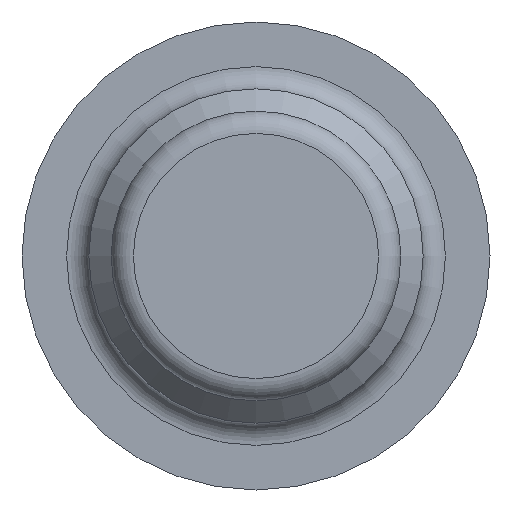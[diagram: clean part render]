
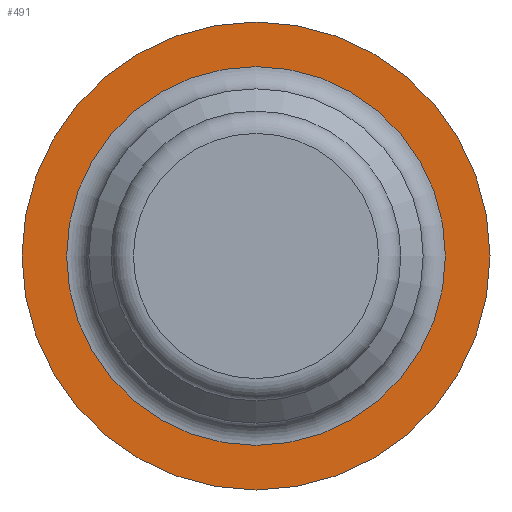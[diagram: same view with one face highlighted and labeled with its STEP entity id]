
A CAD part, left-side view. The second image highlights one B-rep face of the part: STEP entity #491.
In plain terms, the highlighted planar face has unit normal (-1, 0, 0).
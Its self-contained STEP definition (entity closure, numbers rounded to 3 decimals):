
#448=CARTESIAN_POINT('',(21.5,8.5,0.));
#449=VERTEX_POINT('',#448);
#450=CARTESIAN_POINT('',(21.5,0.0,0.0));
#451=DIRECTION('',(-1.0,0.0,0.0));
#452=DIRECTION('',(0.0,-1.0,0.0));
#453=AXIS2_PLACEMENT_3D('',#450,#451,#452);
#454=CIRCLE('',#453,8.5);
#455=EDGE_CURVE('',#449,#449,#454,.T.);
#472=CARTESIAN_POINT('',(21.5,9.,0.0));
#473=DIRECTION('',(-1.0,0.0,0.0));
#474=DIRECTION('',(0.0,0.0,1.0));
#475=AXIS2_PLACEMENT_3D('',#472,#473,#474);
#476=PLANE('',#475);
#477=CARTESIAN_POINT('',(21.5,10.5,0.0));
#478=VERTEX_POINT('',#477);
#479=CARTESIAN_POINT('',(21.5,0.0,0.0));
#480=DIRECTION('',(1.0,0.0,0.0));
#481=DIRECTION('',(0.0,1.0,0.0));
#482=AXIS2_PLACEMENT_3D('',#479,#480,#481);
#483=CIRCLE('',#482,10.5);
#484=EDGE_CURVE('',#478,#478,#483,.T.);
#485=ORIENTED_EDGE('',*,*,#484,.F.);
#486=EDGE_LOOP('',(#485));
#487=FACE_OUTER_BOUND('',#486,.T.);
#488=ORIENTED_EDGE('',*,*,#455,.F.);
#489=EDGE_LOOP('',(#488));
#490=FACE_BOUND('',#489,.T.);
#491=ADVANCED_FACE('',(#487,#490),#476,.T.);
